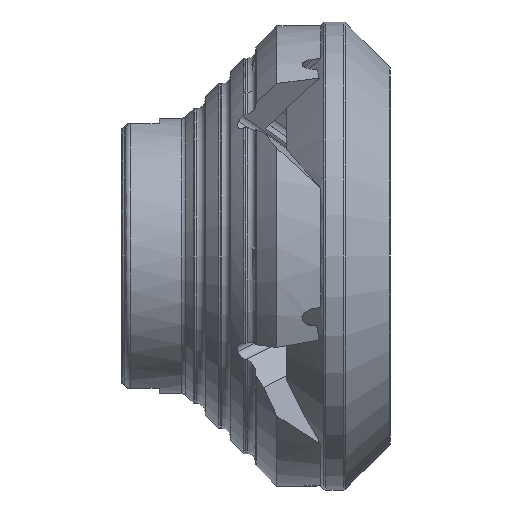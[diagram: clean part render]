
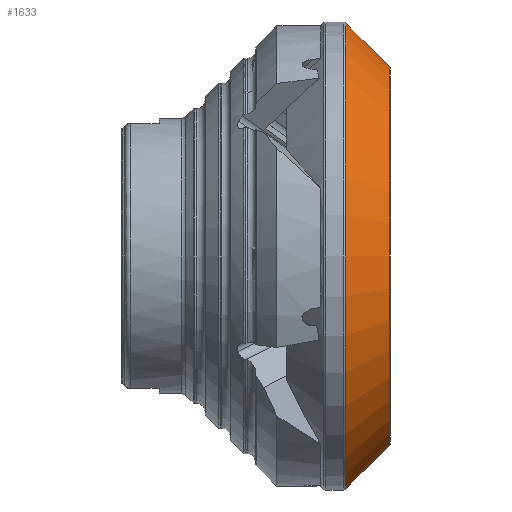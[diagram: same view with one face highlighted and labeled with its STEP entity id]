
A CAD part, front view. The second image highlights one B-rep face of the part: STEP entity #1633.
In plain terms, the highlighted conical face has half-angle 45 degrees and reference radius 31.5 mm.
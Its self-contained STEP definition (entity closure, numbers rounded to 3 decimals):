
#148 = CONICAL_SURFACE ( 'NONE', #10321, 31.5, 0.785 ) ;
#211 = FACE_OUTER_BOUND ( 'NONE', #1416, .T. ) ;
#1416 = EDGE_LOOP ( 'NONE', ( #9961, #9956, #9955, #9958 ) ) ;
#1571 = AXIS2_PLACEMENT_3D ( 'NONE', #6031, #6032, #6033 ) ;
#1572 = AXIS2_PLACEMENT_3D ( 'NONE', #6028, #6029, #6030 ) ;
#1633 = ADVANCED_FACE ( 'NONE', ( #211 ), #148, .T. ) ;
#2549 = EDGE_CURVE ( 'NONE', #3436, #3433, #5340, .T. ) ;
#2550 = EDGE_CURVE ( 'NONE', #3711, #3488, #5292, .T. ) ;
#3433 = VERTEX_POINT ( 'NONE', #8098 ) ;
#3436 = VERTEX_POINT ( 'NONE', #8101 ) ;
#3488 = VERTEX_POINT ( 'NONE', #8117 ) ;
#3711 = VERTEX_POINT ( 'NONE', #8217 ) ;
#3902 = CARTESIAN_POINT ( 'NONE',  ( 1.35, 0., 0. ) ) ;
#3903 = DIRECTION ( 'NONE',  ( -1., 0., 0. ) ) ;
#3911 = DIRECTION ( 'NONE',  ( 0., 0., 1. ) ) ;
#5292 = CIRCLE ( 'NONE', #1571, 31.646 ) ;
#5340 = CIRCLE ( 'NONE', #1572, 39.004 ) ;
#6028 = CARTESIAN_POINT ( 'NONE',  ( -6.154, 0., 0. ) ) ;
#6029 = DIRECTION ( 'NONE',  ( 1., 0., 0. ) ) ;
#6030 = DIRECTION ( 'NONE',  ( 0., 0., -1. ) ) ;
#6031 = CARTESIAN_POINT ( 'NONE',  ( 1.204, 0., 0. ) ) ;
#6032 = DIRECTION ( 'NONE',  ( -1., 0., 0. ) ) ;
#6033 = DIRECTION ( 'NONE',  ( 0., 0., -1. ) ) ;
#6569 = CARTESIAN_POINT ( 'NONE',  ( 1.35, 0., 31.5 ) ) ;
#6570 = DIRECTION ( 'NONE',  ( -0.707, 0., 0.707 ) ) ;
#6626 = CARTESIAN_POINT ( 'NONE',  ( 1.35, 0., -31.5 ) ) ;
#6629 = DIRECTION ( 'NONE',  ( -0.707, 0., -0.707 ) ) ;
#8098 = CARTESIAN_POINT ( 'NONE',  ( -6.154, 0., -39.004 ) ) ;
#8101 = CARTESIAN_POINT ( 'NONE',  ( -6.154, 0., 39.004 ) ) ;
#8117 = CARTESIAN_POINT ( 'NONE',  ( 1.204, 0., 31.646 ) ) ;
#8217 = CARTESIAN_POINT ( 'NONE',  ( 1.204, 0., -31.646 ) ) ;
#8515 = EDGE_CURVE ( 'NONE', #3488, #3436, #8987, .T. ) ;
#8517 = EDGE_CURVE ( 'NONE', #3711, #3433, #8991, .T. ) ;
#8987 = LINE ( 'NONE', #6569, #8990 ) ;
#8990 = VECTOR ( 'NONE', #6570, 1000. ) ;
#8991 = LINE ( 'NONE', #6626, #8992 ) ;
#8992 = VECTOR ( 'NONE', #6629, 1000. ) ;
#9955 = ORIENTED_EDGE ( 'NONE', *, *, #8515, .T. ) ;
#9956 = ORIENTED_EDGE ( 'NONE', *, *, #2550, .T. ) ;
#9958 = ORIENTED_EDGE ( 'NONE', *, *, #2549, .T. ) ;
#9961 = ORIENTED_EDGE ( 'NONE', *, *, #8517, .F. ) ;
#10321 = AXIS2_PLACEMENT_3D ( 'NONE', #3902, #3903, #3911 ) ;
